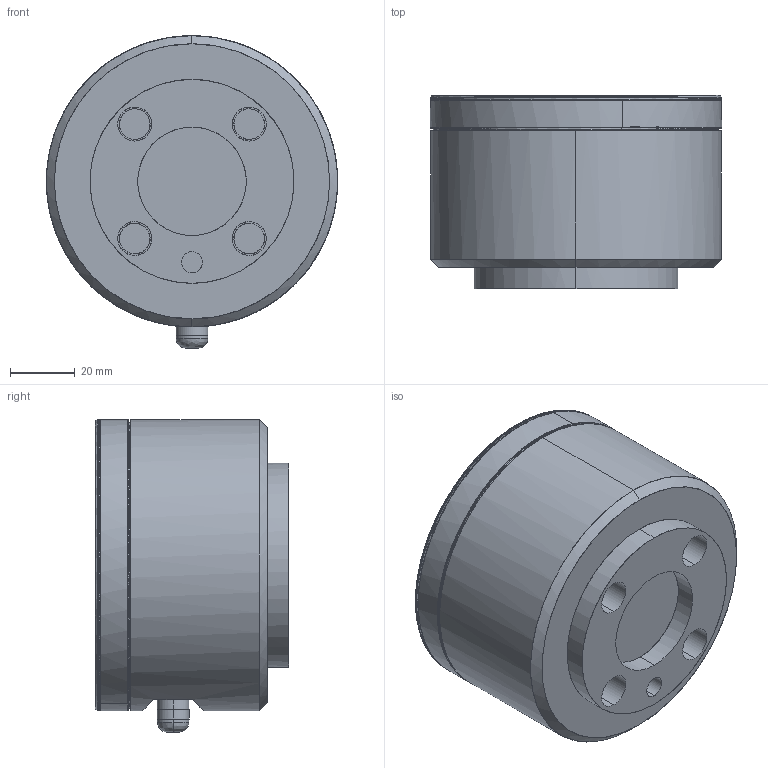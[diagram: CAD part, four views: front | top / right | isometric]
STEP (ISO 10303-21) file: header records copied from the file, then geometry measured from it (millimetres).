
FILE_DESCRIPTION(/* description */ (''),/* implementation_level */ '2;1');
FILE_NAME(/* name */ 'axe_6',/* time_stamp */ '2023-07-21T09:17:33+02:00',/* author */ (''),/* organization */ (''),/* preprocessor_version */ 'ST-DEVELOPER v16.5',/* originating_system */ 'Rhino 7.22',/* authorisation */ '');
FILE_SCHEMA (('CONFIG_CONTROL_DESIGN'));
Length unit declared in the file: millimetre
Products named in the file (1): axe_6
Bounding box: 90 x 59.65 x 96.6 mm (x, y, z)
Surface area: 32597.4 mm2 (no closed solid volume)
Topology: 0 solids, 76 shells, 82 faces, 312 edges, 298 vertices
Faces by surface type: cylinder 34, bspline 26, plane 22
Entity records: 4808 total; most frequent: CARTESIAN_POINT 3116, ORIENTED_EDGE 322, EDGE_CURVE 310, VERTEX_POINT 298, EDGE_LOOP 98, ADVANCED_FACE 82, FACE_OUTER_BOUND 82, SHELL_BASED_SURFACE_MODEL 76
